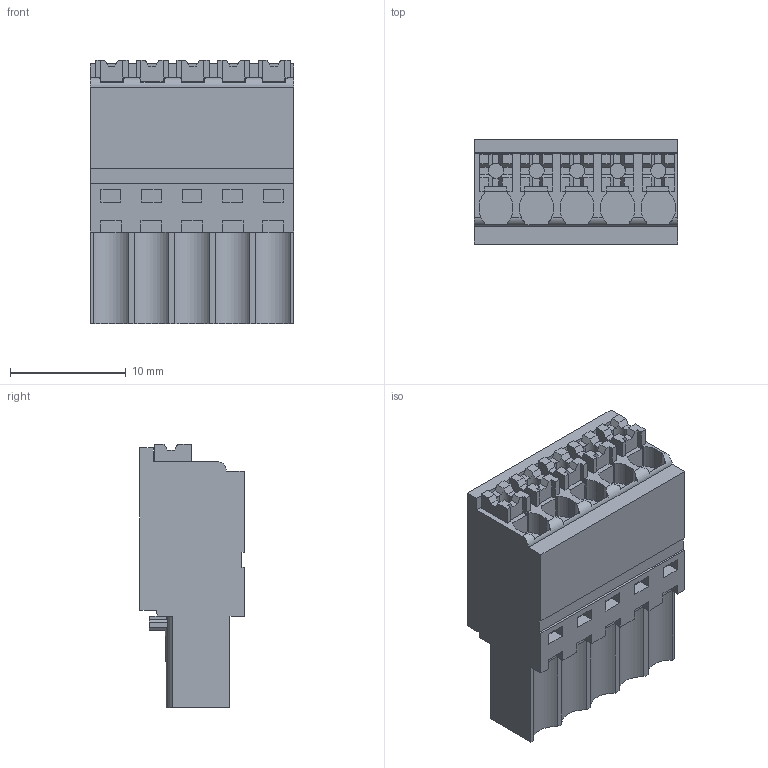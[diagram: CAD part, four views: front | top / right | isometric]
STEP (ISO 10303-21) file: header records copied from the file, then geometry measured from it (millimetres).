
FILE_DESCRIPTION(('CATIA V5R24 STEP','CAx-IF Rec.Pracs.--- Model Styling and Organization---1.2---2011-12-15'),'2;1');
FILE_NAME ('D1462508_0', '2018-01-11T13:30:52+00:00', ('Weidmueller Interface'), ('Weidmueller'), 'CATIA Version 5-6 Release 2014 SP4 HF52', 'CATIA V5 STEP AP214', 'none');
FILE_SCHEMA(('AUTOMOTIVE_DESIGN { 1 0 10303 214 1 1 1 1 }'));
Length unit declared in the file: millimetre
Products named in the file (1): 2459080000
Bounding box: 17.54 x 9 x 22.7 mm (x, y, z)
Volume: 2565.4 mm3; surface area: 2274.9 mm2
Topology: 6 solids, 6 shells, 480 faces, 1402 edges, 944 vertices
Faces by surface type: plane 439, cylinder 41
Entity records: 15363 total; most frequent: CARTESIAN_POINT 3172, ORIENTED_EDGE 2804, DIRECTION 1976, EDGE_CURVE 1402, VECTOR 1180, LINE 1180, VERTEX_POINT 944, EDGE_LOOP 500
